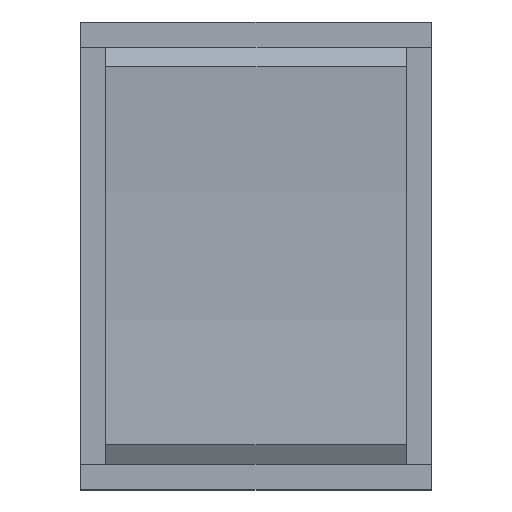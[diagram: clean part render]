
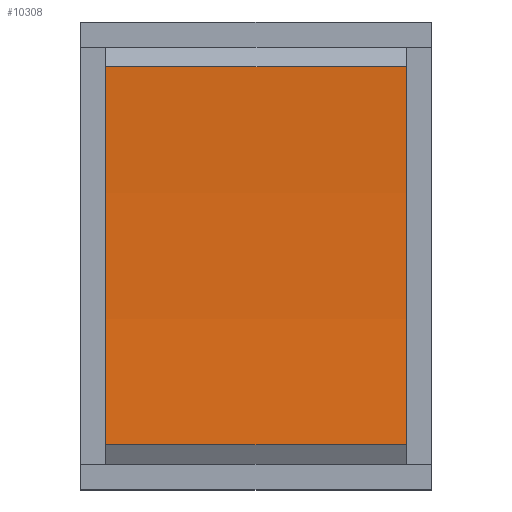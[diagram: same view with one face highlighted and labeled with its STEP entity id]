
A CAD part, top view. The second image highlights one B-rep face of the part: STEP entity #10308.
In plain terms, the highlighted cylindrical face has radius 156.967 mm (diameter 313.933 mm), a partial arc.
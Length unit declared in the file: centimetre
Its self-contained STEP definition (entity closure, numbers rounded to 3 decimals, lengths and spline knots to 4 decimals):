
#221=CYLINDRICAL_SURFACE('',#10879,15.6967);
#262=CIRCLE('',#10878,15.6967);
#263=CIRCLE('',#10880,15.6967);
#477=FACE_OUTER_BOUND('',#1030,.T.);
#1030=EDGE_LOOP('',(#6726,#6727,#6728,#6729));
#1632=LINE('',#14289,#2876);
#1633=LINE('',#14290,#2877);
#2876=VECTOR('',#11611,1.);
#2877=VECTOR('',#11612,1.);
#4118=VERTEX_POINT('',#14279);
#4119=VERTEX_POINT('',#14281);
#4120=VERTEX_POINT('',#14286);
#4121=VERTEX_POINT('',#14287);
#5155=EDGE_CURVE('',#4118,#4119,#262,.T.);
#5158=EDGE_CURVE('',#4120,#4121,#263,.T.);
#5159=EDGE_CURVE('',#4119,#4120,#1632,.T.);
#5160=EDGE_CURVE('',#4121,#4118,#1633,.T.);
#6726=ORIENTED_EDGE('',*,*,#5158,.F.);
#6727=ORIENTED_EDGE('',*,*,#5159,.F.);
#6728=ORIENTED_EDGE('',*,*,#5155,.F.);
#6729=ORIENTED_EDGE('',*,*,#5160,.F.);
#10308=ADVANCED_FACE('',(#477),#221,.F.);
#10878=AXIS2_PLACEMENT_3D('',#14282,#11603,#11604);
#10879=AXIS2_PLACEMENT_3D('',#14285,#11607,#11608);
#10880=AXIS2_PLACEMENT_3D('',#14288,#11609,#11610);
#11603=DIRECTION('center_axis',(1.,0.,0.));
#11604=DIRECTION('ref_axis',(0.,0.062,-0.998));
#11607=DIRECTION('center_axis',(1.,0.,0.));
#11608=DIRECTION('ref_axis',(0.,0.062,-0.998));
#11609=DIRECTION('center_axis',(-1.,0.,0.));
#11610=DIRECTION('ref_axis',(0.,0.062,-0.998));
#11611=DIRECTION('',(1.,0.,0.));
#11612=DIRECTION('',(-1.,0.,0.));
#14279=CARTESIAN_POINT('',(-0.77,-0.97,3.385));
#14281=CARTESIAN_POINT('',(-0.77,0.97,3.385));
#14282=CARTESIAN_POINT('Origin',(-0.77,0.,
19.0517));
#14285=CARTESIAN_POINT('Origin',(-0.77,0.,
19.0517));
#14286=CARTESIAN_POINT('',(0.77,0.97,3.385));
#14287=CARTESIAN_POINT('',(0.77,-0.97,3.385));
#14288=CARTESIAN_POINT('Origin',(0.77,0.,
19.0517));
#14289=CARTESIAN_POINT('',(-0.385,0.97,3.385));
#14290=CARTESIAN_POINT('',(0.385,-0.97,3.385));
